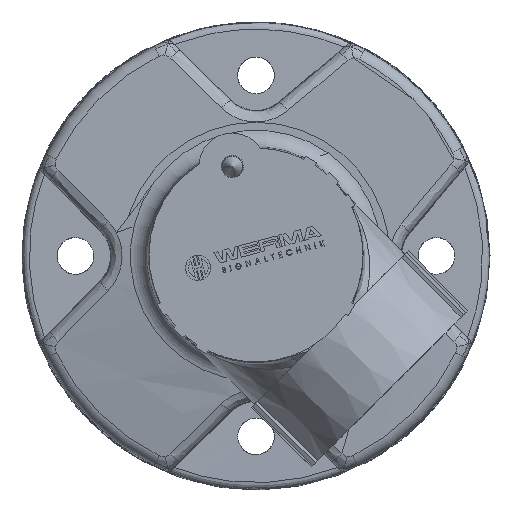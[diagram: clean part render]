
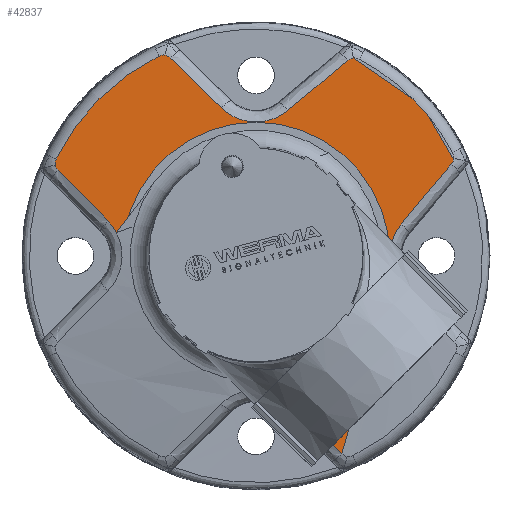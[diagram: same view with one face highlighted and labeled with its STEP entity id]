
A CAD part, top view. The second image highlights one B-rep face of the part: STEP entity #42837.
In plain terms, the highlighted planar face has unit normal (0, 0, -1).
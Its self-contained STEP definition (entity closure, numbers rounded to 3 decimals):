
#1088=PLANE('',#44822);
#1294=FACE_BOUND('',#12231,.T.);
#1295=FACE_BOUND('',#12232,.T.);
#1296=FACE_BOUND('',#12233,.T.);
#1297=FACE_BOUND('',#12234,.T.);
#1298=FACE_BOUND('',#12235,.T.);
#9791=FACE_OUTER_BOUND('',#12230,.T.);
#12230=EDGE_LOOP('',(#37452));
#12231=EDGE_LOOP('',(#37453));
#12232=EDGE_LOOP('',(#37454));
#12233=EDGE_LOOP('',(#37455));
#12234=EDGE_LOOP('',(#37456));
#12235=EDGE_LOOP('',(#37457));
#12611=CIRCLE('',#44811,20.);
#12612=CIRCLE('',#44813,3.);
#12613=CIRCLE('',#44815,3.);
#12614=CIRCLE('',#44817,3.);
#12615=CIRCLE('',#44819,3.);
#12616=CIRCLE('',#44821,35.);
#19161=VERTEX_POINT('',#184748);
#19162=VERTEX_POINT('',#184752);
#19163=VERTEX_POINT('',#184756);
#19164=VERTEX_POINT('',#184760);
#19165=VERTEX_POINT('',#184764);
#19166=VERTEX_POINT('',#184768);
#25252=EDGE_CURVE('',#19161,#19161,#12611,.T.);
#25254=EDGE_CURVE('',#19162,#19162,#12612,.T.);
#25256=EDGE_CURVE('',#19163,#19163,#12613,.T.);
#25258=EDGE_CURVE('',#19164,#19164,#12614,.T.);
#25260=EDGE_CURVE('',#19165,#19165,#12615,.T.);
#25263=EDGE_CURVE('',#19166,#19166,#12616,.T.);
#37452=ORIENTED_EDGE('',*,*,#25263,.T.);
#37453=ORIENTED_EDGE('',*,*,#25252,.T.);
#37454=ORIENTED_EDGE('',*,*,#25254,.T.);
#37455=ORIENTED_EDGE('',*,*,#25256,.T.);
#37456=ORIENTED_EDGE('',*,*,#25258,.T.);
#37457=ORIENTED_EDGE('',*,*,#25260,.T.);
#42837=ADVANCED_FACE('',(#9791,#1294,#1295,#1296,#1297,#1298),#1088,.T.);
#44811=AXIS2_PLACEMENT_3D('',#184749,#51560,#51561);
#44813=AXIS2_PLACEMENT_3D('',#184753,#51565,#51566);
#44815=AXIS2_PLACEMENT_3D('',#184757,#51570,#51571);
#44817=AXIS2_PLACEMENT_3D('',#184761,#51575,#51576);
#44819=AXIS2_PLACEMENT_3D('',#184765,#51580,#51581);
#44821=AXIS2_PLACEMENT_3D('',#184770,#51586,#51587);
#44822=AXIS2_PLACEMENT_3D('',#184771,#51588,#51589);
#51560=DIRECTION('center_axis',(0.,0.,1.));
#51561=DIRECTION('ref_axis',(-1.,0.,0.));
#51565=DIRECTION('center_axis',(0.,0.,1.));
#51566=DIRECTION('ref_axis',(-1.,0.,0.));
#51570=DIRECTION('center_axis',(0.,0.,1.));
#51571=DIRECTION('ref_axis',(-1.,0.,0.));
#51575=DIRECTION('center_axis',(0.,0.,1.));
#51576=DIRECTION('ref_axis',(-1.,0.,0.));
#51580=DIRECTION('center_axis',(0.,0.,1.));
#51581=DIRECTION('ref_axis',(-1.,0.,0.));
#51586=DIRECTION('center_axis',(0.,0.,-1.));
#51587=DIRECTION('ref_axis',(-1.,0.,0.));
#51588=DIRECTION('center_axis',(0.,0.,-1.));
#51589=DIRECTION('ref_axis',(-1.,0.,0.));
#184748=CARTESIAN_POINT('',(20.,0.,0.));
#184749=CARTESIAN_POINT('Origin',(0.,0.,0.));
#184752=CARTESIAN_POINT('',(3.,-27.,0.));
#184753=CARTESIAN_POINT('Origin',(0.,-27.,0.));
#184756=CARTESIAN_POINT('',(3.,27.,0.));
#184757=CARTESIAN_POINT('Origin',(0.,27.,0.));
#184760=CARTESIAN_POINT('',(30.,0.,0.));
#184761=CARTESIAN_POINT('Origin',(27.,0.,0.));
#184764=CARTESIAN_POINT('',(-24.,0.,0.));
#184765=CARTESIAN_POINT('Origin',(-27.,0.,0.));
#184768=CARTESIAN_POINT('',(35.,0.,0.));
#184770=CARTESIAN_POINT('Origin',(0.,0.,0.));
#184771=CARTESIAN_POINT('Origin',(0.,0.,0.));
